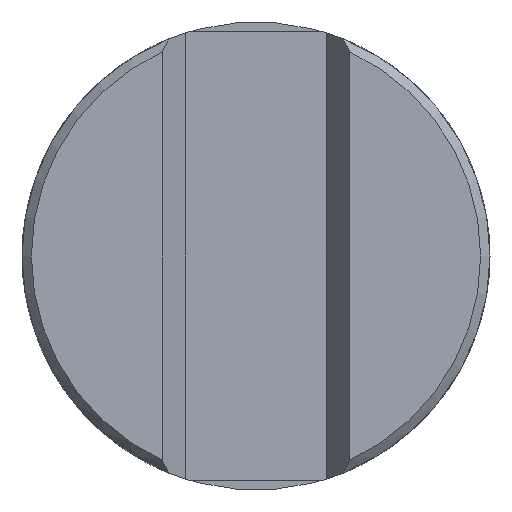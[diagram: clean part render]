
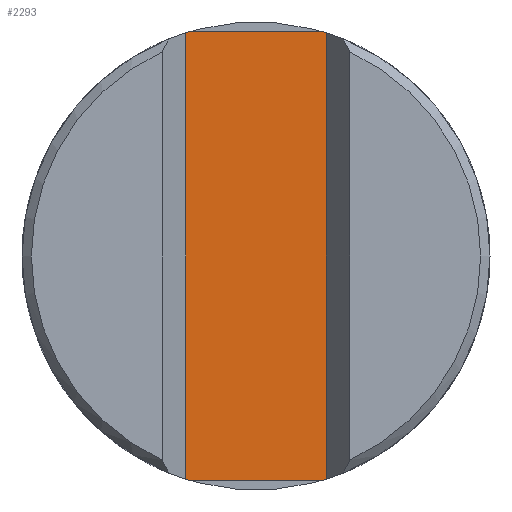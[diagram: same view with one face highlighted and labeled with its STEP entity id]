
A CAD part, front view. The second image highlights one B-rep face of the part: STEP entity #2293.
In plain terms, the highlighted planar face has unit normal (0, -1, 0).
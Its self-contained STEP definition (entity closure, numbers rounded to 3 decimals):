
#31=DIRECTION('',(0.,0.,1.));
#32=VECTOR('',#31,4.77);
#33=CARTESIAN_POINT('',(-0.75,0.375,-2.385));
#34=LINE('',#33,#32);
#42=CARTESIAN_POINT('',(0.,0.375,0.));
#43=DIRECTION('',(0.,1.,0.));
#44=DIRECTION('',(-0.28,0.,-0.96));
#45=AXIS2_PLACEMENT_3D('',#42,#43,#44);
#51=CARTESIAN_POINT('',(0.,0.375,0.));
#52=DIRECTION('',(0.,1.,0.));
#53=DIRECTION('',(-0.3,0.,0.954));
#54=AXIS2_PLACEMENT_3D('',#51,#52,#53);
#63=DIRECTION('',(0.,0.,1.));
#64=VECTOR('',#63,4.77);
#65=CARTESIAN_POINT('',(0.75,0.375,-2.385));
#66=LINE('',#65,#64);
#67=DIRECTION('',(-1.,0.,0.));
#68=VECTOR('',#67,1.4);
#69=CARTESIAN_POINT('',(0.7,0.375,2.4));
#70=LINE('',#69,#68);
#2048=DIRECTION('',(-1.,0.,0.));
#2049=VECTOR('',#2048,1.4);
#2050=CARTESIAN_POINT('',(0.7,0.375,-2.4));
#2051=LINE('',#2050,#2049);
#2063=CARTESIAN_POINT('',(0.,0.375,0.));
#2064=DIRECTION('',(0.,1.,0.));
#2065=DIRECTION('',(0.28,0.,0.96));
#2066=AXIS2_PLACEMENT_3D('',#2063,#2064,#2065);
#2072=CARTESIAN_POINT('',(0.,0.375,0.));
#2073=DIRECTION('',(0.,1.,0.));
#2074=DIRECTION('',(0.3,0.,-0.954));
#2075=AXIS2_PLACEMENT_3D('',#2072,#2073,#2074);
#2124=CARTESIAN_POINT('',(0.7,0.375,2.4));
#2125=CARTESIAN_POINT('',(-0.7,0.375,2.4));
#2126=VERTEX_POINT('',#2124);
#2127=VERTEX_POINT('',#2125);
#2128=CARTESIAN_POINT('',(0.7,0.375,-2.4));
#2129=CARTESIAN_POINT('',(-0.7,0.375,-2.4));
#2130=VERTEX_POINT('',#2128);
#2131=VERTEX_POINT('',#2129);
#2132=CARTESIAN_POINT('',(0.75,0.375,-2.385));
#2133=CARTESIAN_POINT('',(0.75,0.375,2.385));
#2134=VERTEX_POINT('',#2132);
#2135=VERTEX_POINT('',#2133);
#2136=CARTESIAN_POINT('',(-0.75,0.375,-2.385));
#2137=CARTESIAN_POINT('',(-0.75,0.375,2.385));
#2138=VERTEX_POINT('',#2136);
#2139=VERTEX_POINT('',#2137);
#2273=CARTESIAN_POINT('',(0.75,0.375,-3.));
#2274=DIRECTION('',(0.,1.,0.));
#2275=DIRECTION('',(-1.,0.,0.));
#2276=AXIS2_PLACEMENT_3D('',#2273,#2274,#2275);
#2277=PLANE('',#2276);
#2279=ORIENTED_EDGE('',*,*,#2278,.F.);
#2281=ORIENTED_EDGE('',*,*,#2280,.T.);
#2283=ORIENTED_EDGE('',*,*,#2282,.F.);
#2285=ORIENTED_EDGE('',*,*,#2284,.T.);
#2287=ORIENTED_EDGE('',*,*,#2286,.T.);
#2288=ORIENTED_EDGE('',*,*,#2259,.T.);
#2289=ORIENTED_EDGE('',*,*,#2245,.T.);
#2290=ORIENTED_EDGE('',*,*,#2267,.T.);
#2291=EDGE_LOOP('',(#2279,#2281,#2283,#2285,#2287,#2288,#2289,#2290));
#2292=FACE_OUTER_BOUND('',#2291,.F.);
#46=CIRCLE('',#45,2.5);
#55=CIRCLE('',#54,2.5);
#2067=CIRCLE('',#2066,2.5);
#2076=CIRCLE('',#2075,2.5);
#2245=EDGE_CURVE('',#2138,#2139,#34,.T.);
#2259=EDGE_CURVE('',#2131,#2138,#46,.T.);
#2267=EDGE_CURVE('',#2139,#2127,#55,.T.);
#2278=EDGE_CURVE('',#2126,#2127,#70,.T.);
#2280=EDGE_CURVE('',#2126,#2135,#2067,.T.);
#2282=EDGE_CURVE('',#2134,#2135,#66,.T.);
#2284=EDGE_CURVE('',#2134,#2130,#2076,.T.);
#2286=EDGE_CURVE('',#2130,#2131,#2051,.T.);
#2293=ADVANCED_FACE('',(#2292),#2277,.F.);
